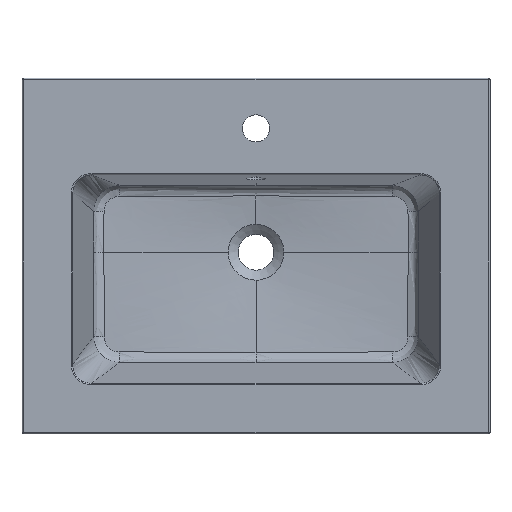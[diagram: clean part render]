
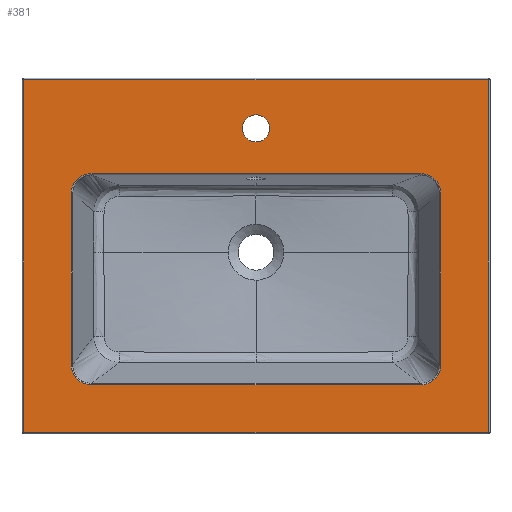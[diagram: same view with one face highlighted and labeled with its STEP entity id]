
A CAD part, top view. The second image highlights one B-rep face of the part: STEP entity #381.
In plain terms, the highlighted planar face has unit normal (0, 0, 1).
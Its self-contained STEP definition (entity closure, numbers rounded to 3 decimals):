
#322=FACE_BOUND('',#856,.T.);
#323=FACE_BOUND('',#857,.T.);
#324=FACE_BOUND('',#858,.T.);
#381=ADVANCED_FACE('',(#322,#323,#324),#578,.T.);
#578=PLANE('',#3585);
#856=EDGE_LOOP('',(#1621));
#857=EDGE_LOOP('',(#1622,#1623,#1624,#1625,#1626,#1627,#1628,#1629));
#858=EDGE_LOOP('',(#1630,#1631,#1632,#1633));
#1098=CIRCLE('',#3584,17.5);
#1292=LINE('',#27233,#1346);
#1293=LINE('',#27246,#1347);
#1294=LINE('',#27259,#1348);
#1295=LINE('',#27272,#1349);
#1296=LINE('',#27273,#1350);
#1297=LINE('',#27276,#1351);
#1298=LINE('',#27278,#1352);
#1299=LINE('',#27280,#1353);
#1346=VECTOR('',#3942,1.);
#1347=VECTOR('',#3943,1.);
#1348=VECTOR('',#3944,1.);
#1349=VECTOR('',#3945,1.);
#1350=VECTOR('',#3946,1.);
#1351=VECTOR('',#3947,1.);
#1352=VECTOR('',#3948,1.);
#1353=VECTOR('',#3949,1.);
#1621=ORIENTED_EDGE('',*,*,#2916,.T.);
#1622=ORIENTED_EDGE('',*,*,#2917,.T.);
#1623=ORIENTED_EDGE('',*,*,#2918,.T.);
#1624=ORIENTED_EDGE('',*,*,#2919,.T.);
#1625=ORIENTED_EDGE('',*,*,#2920,.T.);
#1626=ORIENTED_EDGE('',*,*,#2921,.T.);
#1627=ORIENTED_EDGE('',*,*,#2922,.T.);
#1628=ORIENTED_EDGE('',*,*,#2923,.T.);
#1629=ORIENTED_EDGE('',*,*,#2924,.T.);
#1630=ORIENTED_EDGE('',*,*,#2925,.T.);
#1631=ORIENTED_EDGE('',*,*,#2926,.T.);
#1632=ORIENTED_EDGE('',*,*,#2927,.T.);
#1633=ORIENTED_EDGE('',*,*,#2928,.T.);
#2570=VERTEX_POINT('',#27220);
#2571=VERTEX_POINT('',#27231);
#2572=VERTEX_POINT('',#27232);
#2573=VERTEX_POINT('',#27234);
#2574=VERTEX_POINT('',#27245);
#2575=VERTEX_POINT('',#27247);
#2576=VERTEX_POINT('',#27258);
#2577=VERTEX_POINT('',#27260);
#2578=VERTEX_POINT('',#27271);
#2579=VERTEX_POINT('',#27274);
#2580=VERTEX_POINT('',#27275);
#2581=VERTEX_POINT('',#27277);
#2582=VERTEX_POINT('',#27279);
#2916=EDGE_CURVE('',#2570,#2570,#1098,.T.);
#2917=EDGE_CURVE('',#2571,#2572,#3371,.T.);
#2918=EDGE_CURVE('',#2572,#2573,#1292,.T.);
#2919=EDGE_CURVE('',#2573,#2574,#3372,.T.);
#2920=EDGE_CURVE('',#2574,#2575,#1293,.T.);
#2921=EDGE_CURVE('',#2575,#2576,#3373,.T.);
#2922=EDGE_CURVE('',#2576,#2577,#1294,.T.);
#2923=EDGE_CURVE('',#2577,#2578,#3374,.T.);
#2924=EDGE_CURVE('',#2578,#2571,#1295,.T.);
#2925=EDGE_CURVE('',#2579,#2580,#1296,.T.);
#2926=EDGE_CURVE('',#2580,#2581,#1297,.T.);
#2927=EDGE_CURVE('',#2581,#2582,#1298,.T.);
#2928=EDGE_CURVE('',#2582,#2579,#1299,.T.);
#3371=B_SPLINE_CURVE_WITH_KNOTS('',3,(#27221,#27222,#27223,#27224,#27225,
#27226,#27227,#27228,#27229,#27230),.UNSPECIFIED.,.F.,.F.,(4,2,2,2,4),(0.,
0.25,0.5,0.75,1.),.UNSPECIFIED.);
#3372=B_SPLINE_CURVE_WITH_KNOTS('',3,(#27235,#27236,#27237,#27238,#27239,
#27240,#27241,#27242,#27243,#27244),.UNSPECIFIED.,.F.,.F.,(4,2,2,2,4),(0.,
0.25,0.5,0.75,1.),.UNSPECIFIED.);
#3373=B_SPLINE_CURVE_WITH_KNOTS('',3,(#27248,#27249,#27250,#27251,#27252,
#27253,#27254,#27255,#27256,#27257),.UNSPECIFIED.,.F.,.F.,(4,2,2,2,4),(0.,
0.25,0.5,0.75,1.),.UNSPECIFIED.);
#3374=B_SPLINE_CURVE_WITH_KNOTS('',3,(#27261,#27262,#27263,#27264,#27265,
#27266,#27267,#27268,#27269,#27270),.UNSPECIFIED.,.F.,.F.,(4,2,2,2,4),(0.,
0.25,0.5,0.75,1.),.UNSPECIFIED.);
#3584=AXIS2_PLACEMENT_3D('',#27219,#3940,#3941);
#3585=AXIS2_PLACEMENT_3D('',#27281,#3950,#3951);
#3940=DIRECTION('',(0.,0.,-1.));
#3941=DIRECTION('',(1.,0.,0.));
#3942=DIRECTION('',(0.,-1.,0.));
#3943=DIRECTION('',(-1.,0.,0.));
#3944=DIRECTION('',(0.,1.,0.));
#3945=DIRECTION('',(1.,0.,0.));
#3946=DIRECTION('',(0.,-1.,0.));
#3947=DIRECTION('',(1.,0.,0.));
#3948=DIRECTION('',(0.,1.,0.));
#3949=DIRECTION('',(-1.,0.,0.));
#3950=DIRECTION('',(0.,0.,1.));
#3951=DIRECTION('',(1.,0.,0.));
#27219=CARTESIAN_POINT('',(0.,160.,125.));
#27220=CARTESIAN_POINT('',(17.5,160.,125.));
#27221=CARTESIAN_POINT('',(211.566,101.754,125.));
#27222=CARTESIAN_POINT('',(215.137,101.754,125.));
#27223=CARTESIAN_POINT('',(218.692,101.12,125.));
#27224=CARTESIAN_POINT('',(225.287,98.608,125.));
#27225=CARTESIAN_POINT('',(228.365,96.707,125.));
#27226=CARTESIAN_POINT('',(233.511,91.837,125.));
#27227=CARTESIAN_POINT('',(235.565,88.899,125.));
#27228=CARTESIAN_POINT('',(238.356,82.32,125.));
#27229=CARTESIAN_POINT('',(239.035,78.88,125.));
#27230=CARTESIAN_POINT('',(239.035,75.308,125.));
#27231=CARTESIAN_POINT('',(211.566,101.754,125.));
#27232=CARTESIAN_POINT('',(239.035,75.308,125.));
#27233=CARTESIAN_POINT('',(239.035,0.,125.));
#27234=CARTESIAN_POINT('',(239.035,-144.831,125.));
#27235=CARTESIAN_POINT('',(239.035,-144.831,125.));
#27236=CARTESIAN_POINT('',(239.035,-148.376,125.));
#27237=CARTESIAN_POINT('',(238.392,-151.899,125.));
#27238=CARTESIAN_POINT('',(235.806,-158.421,125.));
#27239=CARTESIAN_POINT('',(233.857,-161.422,125.));
#27240=CARTESIAN_POINT('',(228.855,-166.408,125.));
#27241=CARTESIAN_POINT('',(225.888,-168.33,125.));
#27242=CARTESIAN_POINT('',(219.298,-170.922,125.));
#27243=CARTESIAN_POINT('',(215.873,-171.535,125.));
#27244=CARTESIAN_POINT('',(212.331,-171.535,125.));
#27245=CARTESIAN_POINT('',(212.331,-171.535,125.));
#27246=CARTESIAN_POINT('',(0.,-171.535,125.));
#27247=CARTESIAN_POINT('',(-212.331,-171.535,125.));
#27248=CARTESIAN_POINT('',(-212.331,-171.535,125.));
#27249=CARTESIAN_POINT('',(-215.876,-171.535,125.));
#27250=CARTESIAN_POINT('',(-219.399,-170.892,125.));
#27251=CARTESIAN_POINT('',(-225.921,-168.306,125.));
#27252=CARTESIAN_POINT('',(-228.922,-166.357,125.));
#27253=CARTESIAN_POINT('',(-233.908,-161.355,125.));
#27254=CARTESIAN_POINT('',(-235.83,-158.388,125.));
#27255=CARTESIAN_POINT('',(-238.422,-151.798,125.));
#27256=CARTESIAN_POINT('',(-239.035,-148.373,125.));
#27257=CARTESIAN_POINT('',(-239.035,-144.831,125.));
#27258=CARTESIAN_POINT('',(-239.035,-144.831,125.));
#27259=CARTESIAN_POINT('',(-239.035,0.,125.));
#27260=CARTESIAN_POINT('',(-239.035,75.308,125.));
#27261=CARTESIAN_POINT('',(-239.035,75.308,125.));
#27262=CARTESIAN_POINT('',(-239.035,78.883,125.));
#27263=CARTESIAN_POINT('',(-238.323,82.422,125.));
#27264=CARTESIAN_POINT('',(-235.543,88.926,125.));
#27265=CARTESIAN_POINT('',(-233.481,91.877,125.));
#27266=CARTESIAN_POINT('',(-228.302,96.755,125.));
#27267=CARTESIAN_POINT('',(-225.28,98.618,125.));
#27268=CARTESIAN_POINT('',(-218.603,101.147,125.));
#27269=CARTESIAN_POINT('',(-215.136,101.754,125.));
#27270=CARTESIAN_POINT('',(-211.566,101.754,125.));
#27271=CARTESIAN_POINT('',(-211.566,101.754,125.));
#27272=CARTESIAN_POINT('',(0.,101.754,125.));
#27273=CARTESIAN_POINT('',(-300.5,0.,125.));
#27274=CARTESIAN_POINT('',(-300.5,223.,125.));
#27275=CARTESIAN_POINT('',(-300.5,-233.,125.));
#27276=CARTESIAN_POINT('',(0.,-233.,125.));
#27277=CARTESIAN_POINT('',(300.5,-233.,125.));
#27278=CARTESIAN_POINT('',(300.5,0.,125.));
#27279=CARTESIAN_POINT('',(300.5,223.,125.));
#27280=CARTESIAN_POINT('',(0.,223.,125.));
#27281=CARTESIAN_POINT('',(0.,0.,125.));
